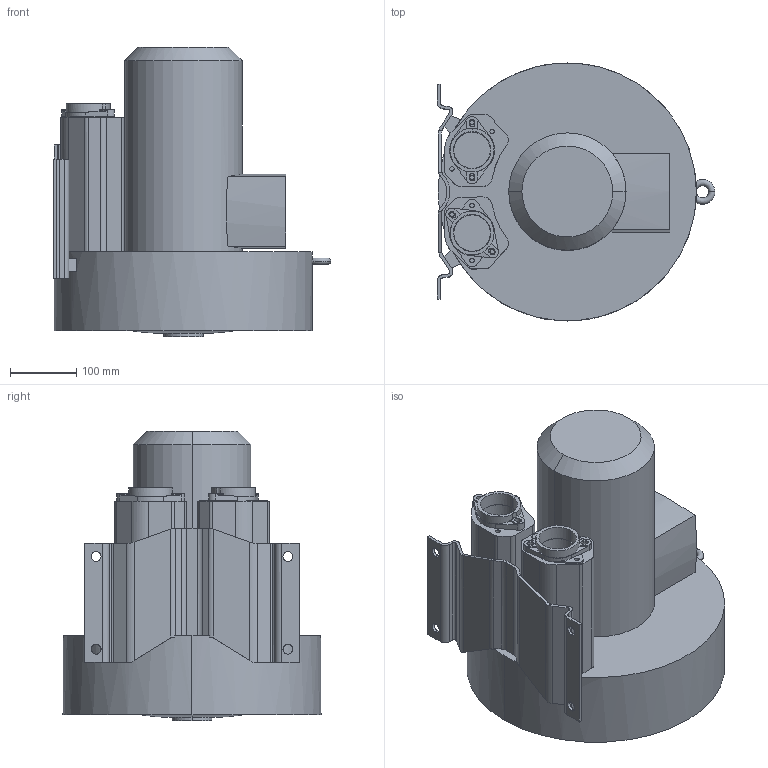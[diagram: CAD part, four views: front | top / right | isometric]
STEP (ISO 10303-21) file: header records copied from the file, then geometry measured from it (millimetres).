
FILE_DESCRIPTION (( 'STEP AP203' ), '1' );
FILE_NAME ('2RB710-1AQ16.STEP', '2025-04-28T05:45:14', ( '' ), ( '' ), 'SwSTEP 2.0', 'SolidWorks 2021', '' );
FILE_SCHEMA (( 'CONFIG_CONTROL_DESIGN' ));
Length unit declared in the file: millimetre
Products named in the file (1): 2RB710-1AQ16
Bounding box: 420.12 x 390 x 437.5 mm (x, y, z)
Volume: 26305567.4 mm3; surface area: 885824.5 mm2
Topology: 1 solids, 1 shells, 255 faces, 787 edges, 553 vertices
Faces by surface type: plane 125, cylinder 119, bspline 5, torus 4, cone 2
Entity records: 15986 total; most frequent: CARTESIAN_POINT 9380, ORIENTED_EDGE 1574, DIRECTION 1042, EDGE_CURVE 787, VERTEX_POINT 553, LINE 362, VECTOR 362, AXIS2_PLACEMENT_3D 340
